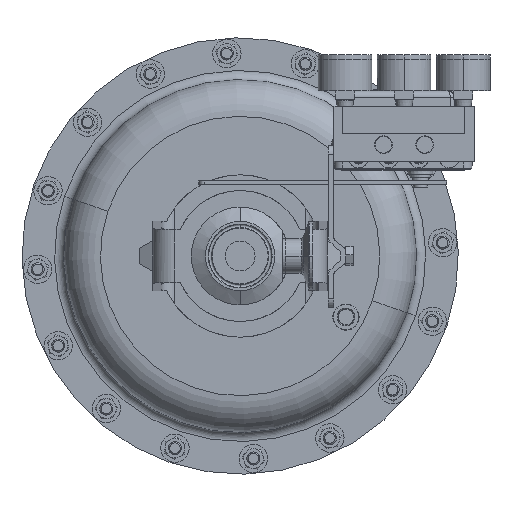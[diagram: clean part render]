
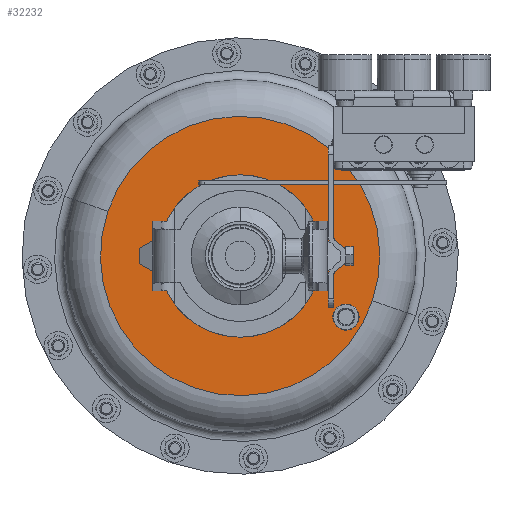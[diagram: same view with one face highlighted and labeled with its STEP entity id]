
A CAD part, front view. The second image highlights one B-rep face of the part: STEP entity #32232.
In plain terms, the highlighted planar face has unit normal (0, -1, 0).
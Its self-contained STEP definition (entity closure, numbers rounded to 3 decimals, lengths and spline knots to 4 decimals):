
#873 = DIRECTION ( 'NONE',  ( 0., 1., 0. ) ) ;
#2299 = CARTESIAN_POINT ( 'NONE',  ( -1.2858, 7.295, -3.1747 ) ) ;
#4560 = CIRCLE ( 'NONE', #56617, 4. ) ;
#5259 = CARTESIAN_POINT ( 'NONE',  ( 3.0311, 7.295, -1.1369 ) ) ;
#10270 = CIRCLE ( 'NONE', #24693, 0.375 ) ;
#11137 = CARTESIAN_POINT ( 'NONE',  ( 0., 7.295, 0.6131 ) ) ;
#12333 = DIRECTION ( 'NONE',  ( 0.249, 0., -0.969 ) ) ;
#15188 = ORIENTED_EDGE ( 'NONE', *, *, #60846, .F. ) ;
#15244 = AXIS2_PLACEMENT_3D ( 'NONE', #50103, #873, #91064 ) ;
#15645 = DIRECTION ( 'NONE',  ( 0., 1., 0. ) ) ;
#16181 = EDGE_LOOP ( 'NONE', ( #22226, #15188 ) ) ;
#18852 = DIRECTION ( 'NONE',  ( 0., -1., 0. ) ) ;
#19565 = AXIS2_PLACEMENT_3D ( 'NONE', #11137, #18852, #68703 ) ;
#20100 = EDGE_CURVE ( 'NONE', #70032, #52803, #28770, .T. ) ;
#21723 = DIRECTION ( 'NONE',  ( 0., -1., 0. ) ) ;
#22226 = ORIENTED_EDGE ( 'NONE', *, *, #50182, .F. ) ;
#22621 = DIRECTION ( 'NONE',  ( -0.947, 0., 0.321 ) ) ;
#22915 = DIRECTION ( 'NONE',  ( 0., -1., 0. ) ) ;
#23998 = FACE_OUTER_BOUND ( 'NONE', #16181, .T. ) ;
#24693 = AXIS2_PLACEMENT_3D ( 'NONE', #5259, #54571, #12333 ) ;
#25231 = EDGE_CURVE ( 'NONE', #52803, #70032, #29168, .T. ) ;
#25669 = CIRCLE ( 'NONE', #15244, 4. ) ;
#26335 = CARTESIAN_POINT ( 'NONE',  ( 3.7877, 7.295, -0.6727 ) ) ;
#26837 = ORIENTED_EDGE ( 'NONE', *, *, #63100, .T. ) ;
#28357 = AXIS2_PLACEMENT_3D ( 'NONE', #2299, #22915, #22621 ) ;
#28414 = EDGE_LOOP ( 'NONE', ( #55925, #26837 ) ) ;
#28770 = CIRCLE ( 'NONE', #80018, 2.325 ) ;
#29168 = CIRCLE ( 'NONE', #19565, 2.325 ) ;
#29647 = VERTEX_POINT ( 'NONE', #59147 ) ;
#30084 = DIRECTION ( 'NONE',  ( 0.249, 0., -0.969 ) ) ;
#32232 = ADVANCED_FACE ( 'NONE', ( #44946, #23998, #86823 ), #71553, .T. ) ;
#35779 = EDGE_LOOP ( 'NONE', ( #38075, #46934 ) ) ;
#36638 = AXIS2_PLACEMENT_3D ( 'NONE', #64281, #15645, #30084 ) ;
#37194 = CARTESIAN_POINT ( 'NONE',  ( 0., 7.295, -1.7119 ) ) ;
#37864 = DIRECTION ( 'NONE',  ( 0.947, 0., -0.321 ) ) ;
#38075 = ORIENTED_EDGE ( 'NONE', *, *, #20100, .F. ) ;
#41165 = VERTEX_POINT ( 'NONE', #57729 ) ;
#44946 = FACE_BOUND ( 'NONE', #35779, .T. ) ;
#46934 = ORIENTED_EDGE ( 'NONE', *, *, #25231, .F. ) ;
#47577 = VERTEX_POINT ( 'NONE', #26335 ) ;
#49644 = EDGE_CURVE ( 'NONE', #73599, #41165, #10270, .T. ) ;
#50103 = CARTESIAN_POINT ( 'NONE',  ( 0., 7.295, 0.6131 ) ) ;
#50182 = EDGE_CURVE ( 'NONE', #47577, #29647, #25669, .T. ) ;
#52803 = VERTEX_POINT ( 'NONE', #83901 ) ;
#54571 = DIRECTION ( 'NONE',  ( 0., 1., 0. ) ) ;
#55925 = ORIENTED_EDGE ( 'NONE', *, *, #49644, .T. ) ;
#56617 = AXIS2_PLACEMENT_3D ( 'NONE', #65876, #60027, #37864 ) ;
#57729 = CARTESIAN_POINT ( 'NONE',  ( 2.9378, 7.295, -0.7737 ) ) ;
#59147 = CARTESIAN_POINT ( 'NONE',  ( -3.7877, 7.295, 1.8988 ) ) ;
#60027 = DIRECTION ( 'NONE',  ( 0., 1., 0. ) ) ;
#60846 = EDGE_CURVE ( 'NONE', #29647, #47577, #4560, .T. ) ;
#63100 = EDGE_CURVE ( 'NONE', #41165, #73599, #86916, .T. ) ;
#64281 = CARTESIAN_POINT ( 'NONE',  ( 3.0311, 7.295, -1.1369 ) ) ;
#65876 = CARTESIAN_POINT ( 'NONE',  ( 0., 7.295, 0.6131 ) ) ;
#67236 = CARTESIAN_POINT ( 'NONE',  ( 3.1244, 7.295, -1.5002 ) ) ;
#68703 = DIRECTION ( 'NONE',  ( 0., 0., -1. ) ) ;
#70032 = VERTEX_POINT ( 'NONE', #37194 ) ;
#71553 = PLANE ( 'NONE',  #28357 ) ;
#73599 = VERTEX_POINT ( 'NONE', #67236 ) ;
#78971 = CARTESIAN_POINT ( 'NONE',  ( 0., 7.295, 0.6131 ) ) ;
#80018 = AXIS2_PLACEMENT_3D ( 'NONE', #78971, #21723, #84853 ) ;
#83901 = CARTESIAN_POINT ( 'NONE',  ( 0., 7.295, 2.9381 ) ) ;
#84853 = DIRECTION ( 'NONE',  ( 0., 0., -1. ) ) ;
#86823 = FACE_BOUND ( 'NONE', #28414, .T. ) ;
#86916 = CIRCLE ( 'NONE', #36638, 0.375 ) ;
#91064 = DIRECTION ( 'NONE',  ( 0.947, 0., -0.321 ) ) ;
